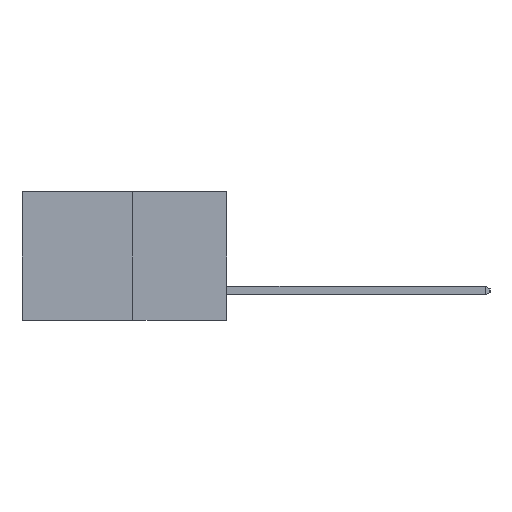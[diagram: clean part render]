
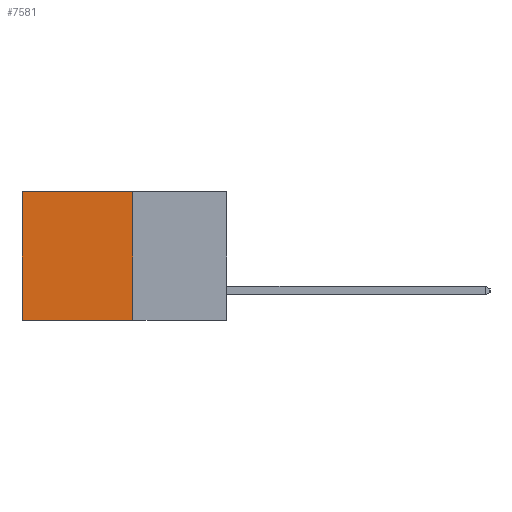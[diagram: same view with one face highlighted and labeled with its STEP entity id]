
A CAD part, left-side view. The second image highlights one B-rep face of the part: STEP entity #7581.
In plain terms, the highlighted planar face has unit normal (-1, 0, 0).
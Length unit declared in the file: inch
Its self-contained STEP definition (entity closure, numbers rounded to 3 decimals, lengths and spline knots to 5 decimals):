
#405 = VERTEX_POINT ( 'NONE', #2952 ) ;
#743 = LINE ( 'NONE', #4884, #11540 ) ;
#824 = VECTOR ( 'NONE', #4550, 39.37008 ) ;
#1468 = CARTESIAN_POINT ( 'NONE',  ( 0.277, 0.27, 0. ) ) ;
#1483 = ORIENTED_EDGE ( 'NONE', *, *, #6830, .F. ) ;
#1509 = CARTESIAN_POINT ( 'NONE',  ( 0.277, 0.27, 0. ) ) ;
#2952 = CARTESIAN_POINT ( 'NONE',  ( 0.277, 0.59, -0.37 ) ) ;
#3053 = LINE ( 'NONE', #9363, #14772 ) ;
#4518 = CARTESIAN_POINT ( 'NONE',  ( 0.277, 0.27, -0.37 ) ) ;
#4550 = DIRECTION ( 'NONE',  ( 0., 0., -1. ) ) ;
#4616 = CARTESIAN_POINT ( 'NONE',  ( 0.277, 0.27, -0.37 ) ) ;
#4884 = CARTESIAN_POINT ( 'NONE',  ( 0.277, 0.59, -0.37 ) ) ;
#4890 = CARTESIAN_POINT ( 'NONE',  ( 0.277, 0.27, -0.37 ) ) ;
#6050 = DIRECTION ( 'NONE',  ( 1., 0., 0. ) ) ;
#6669 = VERTEX_POINT ( 'NONE', #7371 ) ;
#6830 = EDGE_CURVE ( 'NONE', #19449, #17184, #9479, .T. ) ;
#7371 = CARTESIAN_POINT ( 'NONE',  ( 0.277, 0.59, 0. ) ) ;
#7581 = ADVANCED_FACE ( 'NONE', ( #11824 ), #18145, .F. ) ;
#7588 = DIRECTION ( 'NONE',  ( 0., 1., 0. ) ) ;
#7654 = ORIENTED_EDGE ( 'NONE', *, *, #15356, .T. ) ;
#7980 = ORIENTED_EDGE ( 'NONE', *, *, #15223, .T. ) ;
#9363 = CARTESIAN_POINT ( 'NONE',  ( 0.277, 0.27, -0.37 ) ) ;
#9479 = LINE ( 'NONE', #4616, #824 ) ;
#11540 = VECTOR ( 'NONE', #15564, 39.37008 ) ;
#11824 = FACE_OUTER_BOUND ( 'NONE', #14663, .T. ) ;
#12938 = ORIENTED_EDGE ( 'NONE', *, *, #19504, .F. ) ;
#14663 = EDGE_LOOP ( 'NONE', ( #7654, #12938, #1483, #7980 ) ) ;
#14742 = AXIS2_PLACEMENT_3D ( 'NONE', #4518, #6050, #16712 ) ;
#14772 = VECTOR ( 'NONE', #16930, 39.37008 ) ;
#15223 = EDGE_CURVE ( 'NONE', #19449, #6669, #18825, .T. ) ;
#15356 = EDGE_CURVE ( 'NONE', #6669, #405, #743, .T. ) ;
#15564 = DIRECTION ( 'NONE',  ( 0., 0., -1. ) ) ;
#16712 = DIRECTION ( 'NONE',  ( 0., 0., -1. ) ) ;
#16930 = DIRECTION ( 'NONE',  ( 0., 1., 0. ) ) ;
#17184 = VERTEX_POINT ( 'NONE', #4890 ) ;
#17929 = VECTOR ( 'NONE', #7588, 39.37008 ) ;
#18145 = PLANE ( 'NONE',  #14742 ) ;
#18825 = LINE ( 'NONE', #1468, #17929 ) ;
#19449 = VERTEX_POINT ( 'NONE', #1509 ) ;
#19504 = EDGE_CURVE ( 'NONE', #17184, #405, #3053, .T. ) ;
